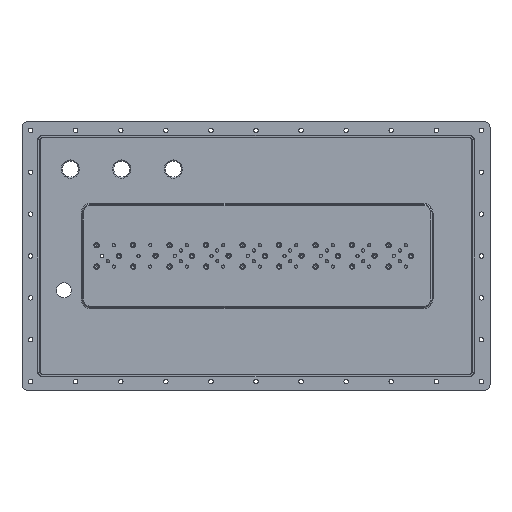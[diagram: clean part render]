
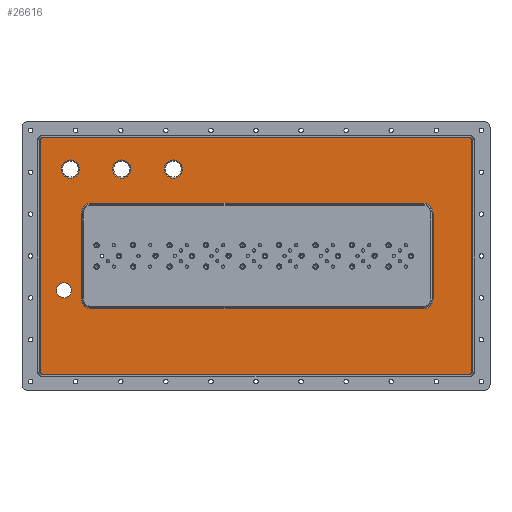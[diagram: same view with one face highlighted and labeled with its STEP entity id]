
A CAD part, top view. The second image highlights one B-rep face of the part: STEP entity #26616.
In plain terms, the highlighted planar face has unit normal (0, 0, 1).
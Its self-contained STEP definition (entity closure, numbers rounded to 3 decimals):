
#18774 = VERTEX_POINT('',#18775);
#18775 = CARTESIAN_POINT('',(-148.475,81.,5.));
#18780 = EDGE_CURVE('',#18774,#18774,#18781,.T.);
#18781 = CIRCLE('',#18782,8.475);
#18782 = AXIS2_PLACEMENT_3D('',#18783,#18784,#18785);
#18783 = CARTESIAN_POINT('',(-140.,81.,5.));
#18784 = DIRECTION('',(0.,0.,-1.));
#18785 = DIRECTION('',(-1.,0.,0.));
#23878 = VERTEX_POINT('',#23879);
#23879 = CARTESIAN_POINT('',(-100.475,81.,5.));
#23884 = EDGE_CURVE('',#23878,#23878,#23885,.T.);
#23885 = CIRCLE('',#23886,8.475);
#23886 = AXIS2_PLACEMENT_3D('',#23887,#23888,#23889);
#23887 = CARTESIAN_POINT('',(-92.,81.,5.));
#23888 = DIRECTION('',(0.,0.,-1.));
#23889 = DIRECTION('',(-1.,0.,0.));
#24820 = VERTEX_POINT('',#24821);
#24821 = CARTESIAN_POINT('',(-196.475,81.,5.));
#24826 = EDGE_CURVE('',#24820,#24820,#24827,.T.);
#24827 = CIRCLE('',#24828,8.475);
#24828 = AXIS2_PLACEMENT_3D('',#24829,#24830,#24831);
#24829 = CARTESIAN_POINT('',(-188.,81.,5.));
#24830 = DIRECTION('',(0.,0.,-1.));
#24831 = DIRECTION('',(-1.,0.,0.));
#26581 = EDGE_CURVE('',#26582,#26582,#26584,.T.);
#26582 = VERTEX_POINT('',#26583);
#26583 = CARTESIAN_POINT('',(-194.,-25.,5.));
#26584 = CIRCLE('',#26585,7.);
#26585 = AXIS2_PLACEMENT_3D('',#26586,#26587,#26588);
#26586 = CARTESIAN_POINT('',(-194.,-32.,5.));
#26587 = DIRECTION('',(0.,0.,-1.));
#26588 = DIRECTION('',(0.,1.,0.));
#26616 = ADVANCED_FACE('',(#26617,#26687,#26690,#26760,#26763,#26766),
  #26769,.T.);
#26617 = FACE_BOUND('',#26618,.T.);
#26618 = EDGE_LOOP('',(#26619,#26630,#26638,#26647,#26655,#26664,#26672,
    #26681));
#26619 = ORIENTED_EDGE('',*,*,#26620,.T.);
#26620 = EDGE_CURVE('',#26621,#26623,#26625,.T.);
#26621 = VERTEX_POINT('',#26622);
#26622 = CARTESIAN_POINT('',(-216.,-108.,5.));
#26623 = VERTEX_POINT('',#26624);
#26624 = CARTESIAN_POINT('',(-214.,-110.,5.));
#26625 = CIRCLE('',#26626,2.);
#26626 = AXIS2_PLACEMENT_3D('',#26627,#26628,#26629);
#26627 = CARTESIAN_POINT('',(-214.,-108.,5.));
#26628 = DIRECTION('',(0.,0.,1.));
#26629 = DIRECTION('',(-1.,0.,0.));
#26630 = ORIENTED_EDGE('',*,*,#26631,.T.);
#26631 = EDGE_CURVE('',#26623,#26632,#26634,.T.);
#26632 = VERTEX_POINT('',#26633);
#26633 = CARTESIAN_POINT('',(184.,-110.,5.));
#26634 = LINE('',#26635,#26636);
#26635 = CARTESIAN_POINT('',(-214.,-110.,5.));
#26636 = VECTOR('',#26637,1.);
#26637 = DIRECTION('',(1.,0.,0.));
#26638 = ORIENTED_EDGE('',*,*,#26639,.T.);
#26639 = EDGE_CURVE('',#26632,#26640,#26642,.T.);
#26640 = VERTEX_POINT('',#26641);
#26641 = CARTESIAN_POINT('',(186.,-108.,5.));
#26642 = CIRCLE('',#26643,2.);
#26643 = AXIS2_PLACEMENT_3D('',#26644,#26645,#26646);
#26644 = CARTESIAN_POINT('',(184.,-108.,5.));
#26645 = DIRECTION('',(0.,0.,1.));
#26646 = DIRECTION('',(0.,-1.,0.));
#26647 = ORIENTED_EDGE('',*,*,#26648,.T.);
#26648 = EDGE_CURVE('',#26640,#26649,#26651,.T.);
#26649 = VERTEX_POINT('',#26650);
#26650 = CARTESIAN_POINT('',(186.,108.,5.));
#26651 = LINE('',#26652,#26653);
#26652 = CARTESIAN_POINT('',(186.,-108.,5.));
#26653 = VECTOR('',#26654,1.);
#26654 = DIRECTION('',(0.,1.,0.));
#26655 = ORIENTED_EDGE('',*,*,#26656,.T.);
#26656 = EDGE_CURVE('',#26649,#26657,#26659,.T.);
#26657 = VERTEX_POINT('',#26658);
#26658 = CARTESIAN_POINT('',(184.,110.,5.));
#26659 = CIRCLE('',#26660,2.);
#26660 = AXIS2_PLACEMENT_3D('',#26661,#26662,#26663);
#26661 = CARTESIAN_POINT('',(184.,108.,5.));
#26662 = DIRECTION('',(0.,0.,1.));
#26663 = DIRECTION('',(1.,0.,-0.));
#26664 = ORIENTED_EDGE('',*,*,#26665,.T.);
#26665 = EDGE_CURVE('',#26657,#26666,#26668,.T.);
#26666 = VERTEX_POINT('',#26667);
#26667 = CARTESIAN_POINT('',(-214.,110.,5.));
#26668 = LINE('',#26669,#26670);
#26669 = CARTESIAN_POINT('',(184.,110.,5.));
#26670 = VECTOR('',#26671,1.);
#26671 = DIRECTION('',(-1.,0.,0.));
#26672 = ORIENTED_EDGE('',*,*,#26673,.T.);
#26673 = EDGE_CURVE('',#26666,#26674,#26676,.T.);
#26674 = VERTEX_POINT('',#26675);
#26675 = CARTESIAN_POINT('',(-216.,108.,5.));
#26676 = CIRCLE('',#26677,2.);
#26677 = AXIS2_PLACEMENT_3D('',#26678,#26679,#26680);
#26678 = CARTESIAN_POINT('',(-214.,108.,5.));
#26679 = DIRECTION('',(0.,0.,1.));
#26680 = DIRECTION('',(0.,1.,0.));
#26681 = ORIENTED_EDGE('',*,*,#26682,.T.);
#26682 = EDGE_CURVE('',#26674,#26621,#26683,.T.);
#26683 = LINE('',#26684,#26685);
#26684 = CARTESIAN_POINT('',(-216.,108.,5.));
#26685 = VECTOR('',#26686,1.);
#26686 = DIRECTION('',(0.,-1.,0.));
#26687 = FACE_BOUND('',#26688,.T.);
#26688 = EDGE_LOOP('',(#26689));
#26689 = ORIENTED_EDGE('',*,*,#23884,.T.);
#26690 = FACE_BOUND('',#26691,.T.);
#26691 = EDGE_LOOP('',(#26692,#26702,#26711,#26719,#26728,#26736,#26745,
    #26753));
#26692 = ORIENTED_EDGE('',*,*,#26693,.F.);
#26693 = EDGE_CURVE('',#26694,#26696,#26698,.T.);
#26694 = VERTEX_POINT('',#26695);
#26695 = CARTESIAN_POINT('',(150.,-40.,5.));
#26696 = VERTEX_POINT('',#26697);
#26697 = CARTESIAN_POINT('',(150.,40.,5.));
#26698 = LINE('',#26699,#26700);
#26699 = CARTESIAN_POINT('',(150.,-40.,5.));
#26700 = VECTOR('',#26701,1.);
#26701 = DIRECTION('',(0.,1.,0.));
#26702 = ORIENTED_EDGE('',*,*,#26703,.T.);
#26703 = EDGE_CURVE('',#26694,#26704,#26706,.T.);
#26704 = VERTEX_POINT('',#26705);
#26705 = CARTESIAN_POINT('',(141.,-49.,5.));
#26706 = CIRCLE('',#26707,9.);
#26707 = AXIS2_PLACEMENT_3D('',#26708,#26709,#26710);
#26708 = CARTESIAN_POINT('',(141.,-40.,5.));
#26709 = DIRECTION('',(0.,0.,-1.));
#26710 = DIRECTION('',(1.,0.,0.));
#26711 = ORIENTED_EDGE('',*,*,#26712,.F.);
#26712 = EDGE_CURVE('',#26713,#26704,#26715,.T.);
#26713 = VERTEX_POINT('',#26714);
#26714 = CARTESIAN_POINT('',(-169.,-49.,5.));
#26715 = LINE('',#26716,#26717);
#26716 = CARTESIAN_POINT('',(-169.,-49.,5.));
#26717 = VECTOR('',#26718,1.);
#26718 = DIRECTION('',(1.,0.,0.));
#26719 = ORIENTED_EDGE('',*,*,#26720,.T.);
#26720 = EDGE_CURVE('',#26713,#26721,#26723,.T.);
#26721 = VERTEX_POINT('',#26722);
#26722 = CARTESIAN_POINT('',(-178.,-40.,5.));
#26723 = CIRCLE('',#26724,9.);
#26724 = AXIS2_PLACEMENT_3D('',#26725,#26726,#26727);
#26725 = CARTESIAN_POINT('',(-169.,-40.,5.));
#26726 = DIRECTION('',(0.,0.,-1.));
#26727 = DIRECTION('',(0.,-1.,0.));
#26728 = ORIENTED_EDGE('',*,*,#26729,.F.);
#26729 = EDGE_CURVE('',#26730,#26721,#26732,.T.);
#26730 = VERTEX_POINT('',#26731);
#26731 = CARTESIAN_POINT('',(-178.,40.,5.));
#26732 = LINE('',#26733,#26734);
#26733 = CARTESIAN_POINT('',(-178.,40.,5.));
#26734 = VECTOR('',#26735,1.);
#26735 = DIRECTION('',(0.,-1.,0.));
#26736 = ORIENTED_EDGE('',*,*,#26737,.T.);
#26737 = EDGE_CURVE('',#26730,#26738,#26740,.T.);
#26738 = VERTEX_POINT('',#26739);
#26739 = CARTESIAN_POINT('',(-169.,49.,5.));
#26740 = CIRCLE('',#26741,9.);
#26741 = AXIS2_PLACEMENT_3D('',#26742,#26743,#26744);
#26742 = CARTESIAN_POINT('',(-169.,40.,5.));
#26743 = DIRECTION('',(0.,0.,-1.));
#26744 = DIRECTION('',(-1.,0.,0.));
#26745 = ORIENTED_EDGE('',*,*,#26746,.F.);
#26746 = EDGE_CURVE('',#26747,#26738,#26749,.T.);
#26747 = VERTEX_POINT('',#26748);
#26748 = CARTESIAN_POINT('',(141.,49.,5.));
#26749 = LINE('',#26750,#26751);
#26750 = CARTESIAN_POINT('',(141.,49.,5.));
#26751 = VECTOR('',#26752,1.);
#26752 = DIRECTION('',(-1.,0.,0.));
#26753 = ORIENTED_EDGE('',*,*,#26754,.T.);
#26754 = EDGE_CURVE('',#26747,#26696,#26755,.T.);
#26755 = CIRCLE('',#26756,9.);
#26756 = AXIS2_PLACEMENT_3D('',#26757,#26758,#26759);
#26757 = CARTESIAN_POINT('',(141.,40.,5.));
#26758 = DIRECTION('',(0.,0.,-1.));
#26759 = DIRECTION('',(0.,1.,0.));
#26760 = FACE_BOUND('',#26761,.T.);
#26761 = EDGE_LOOP('',(#26762));
#26762 = ORIENTED_EDGE('',*,*,#26581,.T.);
#26763 = FACE_BOUND('',#26764,.T.);
#26764 = EDGE_LOOP('',(#26765));
#26765 = ORIENTED_EDGE('',*,*,#24826,.T.);
#26766 = FACE_BOUND('',#26767,.T.);
#26767 = EDGE_LOOP('',(#26768));
#26768 = ORIENTED_EDGE('',*,*,#18780,.T.);
#26769 = PLANE('',#26770);
#26770 = AXIS2_PLACEMENT_3D('',#26771,#26772,#26773);
#26771 = CARTESIAN_POINT('',(0.,0.,5.));
#26772 = DIRECTION('',(0.,0.,1.));
#26773 = DIRECTION('',(-1.,0.,0.));
